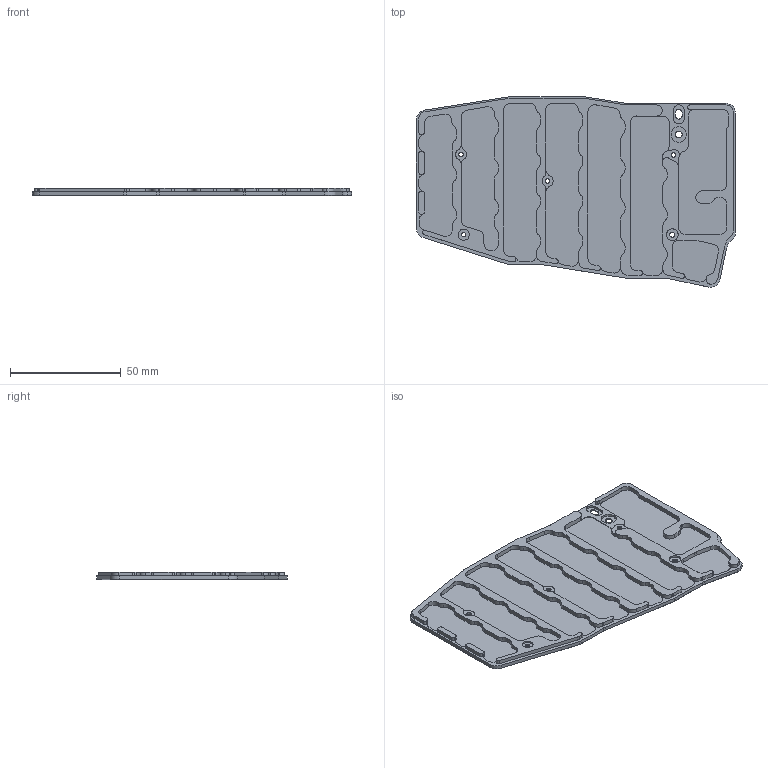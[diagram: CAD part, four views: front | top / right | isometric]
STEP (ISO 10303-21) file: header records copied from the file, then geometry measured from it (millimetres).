
FILE_DESCRIPTION(('HOOPS Exchange Step'),'2;1');
FILE_NAME('temp_export','2023-09-24T14:46:10+09:30',('mobile'),('Shapr3D Limited'),'HOOPS Exchange 2023.2','Shapr3D','Authorized');
FILE_SCHEMA( ('AUTOMOTIVE_DESIGN { 1 0 10303 214 1 1 1 1 }') );
Length unit declared in the file: millimetre
Products named in the file (1): root
Bounding box: 143.89 x 85.94 x 3.6 mm (x, y, z)
Volume: 21908.3 mm3; surface area: 25221.9 mm2
Topology: 1 solids, 1 shells, 456 faces, 1290 edges, 851 vertices
Faces by surface type: cylinder 247, plane 188, cone 21
Full cylindrical faces by diameter (mm): 2 x4, 2.3 x1, 3.1 x1, 4 x4, 4.3 x1, 5 x1, 5.3 x1, 6.9 x1, 8.1 x4
Entity records: 15007 total; most frequent: DIRECTION 2741, CARTESIAN_POINT 2598, ORIENTED_EDGE 2580, EDGE_CURVE 1290, AXIS2_PLACEMENT_3D 994, VERTEX_POINT 851, VECTOR 753, LINE 753
